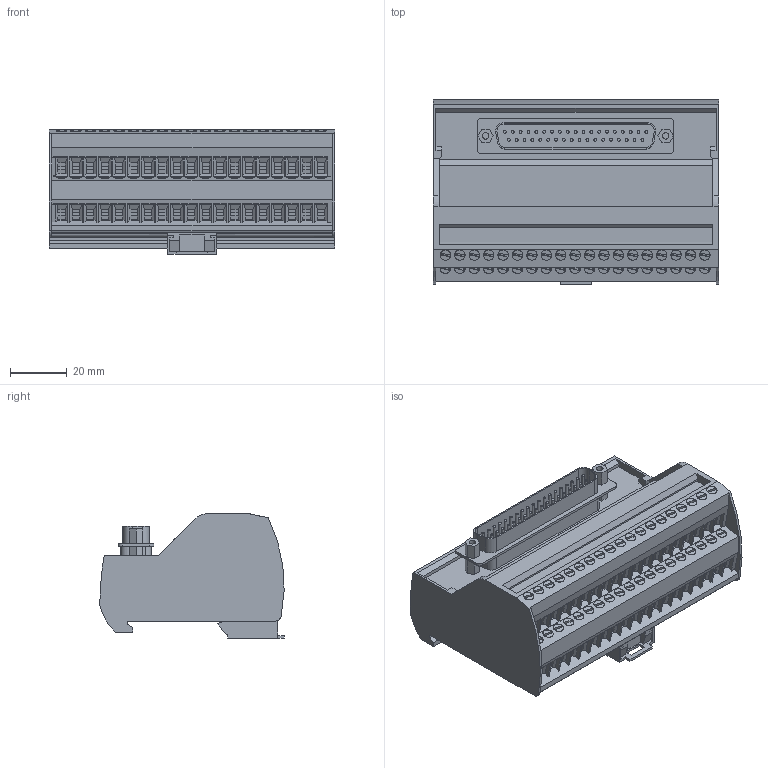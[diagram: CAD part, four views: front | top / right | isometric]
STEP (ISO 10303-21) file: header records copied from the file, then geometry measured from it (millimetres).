
FILE_DESCRIPTION(/* description */ ('STEP AP203'),/* implementation_level */ '2;1');
FILE_NAME(/* name */ '2900676',/* time_stamp */ '2023-05-17T18:04:44+02:00',/* author */ ('License CC BY-ND 4.0'),/* organization */ ('CADENAS'),/* preprocessor_version */ 'ST-DEVELOPER v19.3',/* originating_system */ 'PARTsolutions',/* authorisation */ ' ');
FILE_SCHEMA (('CONFIG_CONTROL_DESIGN'));
Length unit declared in the file: millimetre
Products named in the file (2): 2900676; 2900676_PART1
Assembly tree (1 placements, depth 2):
  2900676
    2900676_PART1
Bounding box: 100.52 x 65 x 43.8 mm (x, y, z)
Volume: 173184.2 mm3; surface area: 37541 mm2
Topology: 1 solids, 1 shells, 1176 faces, 3070 edges, 1980 vertices
Faces by surface type: plane 1073, cylinder 103
Full cylindrical faces by diameter (mm): 1 x37, 2.3 x2, 3.688 x38
Entity records: 42905 total; most frequent: CARTESIAN_POINT 6071, ORIENTED_EDGE 5906, DIRECTION 5633, EDGE_CURVE 2953, LINE 2629, VECTOR 2629, VERTEX_POINT 1940, AXIS2_PLACEMENT_3D 1502
